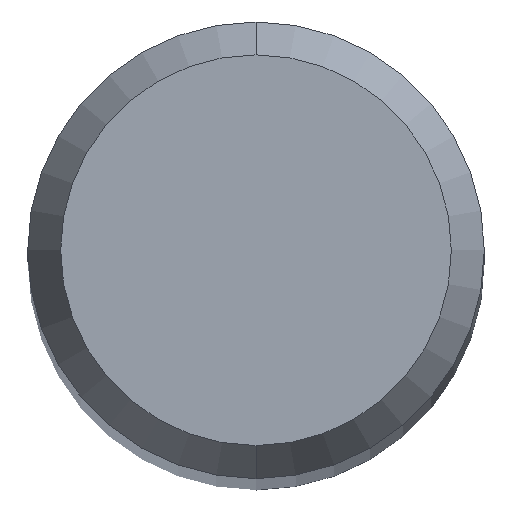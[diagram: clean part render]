
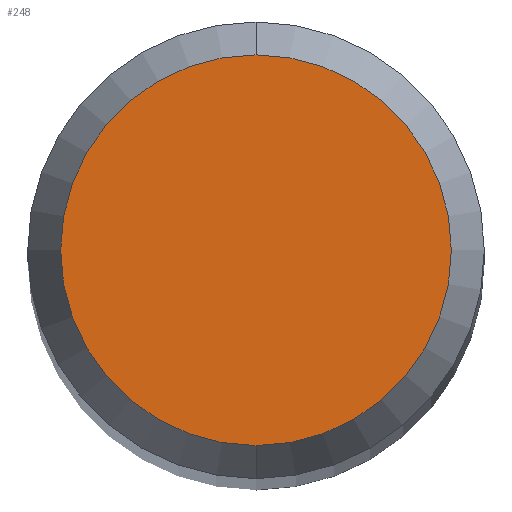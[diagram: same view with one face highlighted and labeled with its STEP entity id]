
A CAD part, top view. The second image highlights one B-rep face of the part: STEP entity #248.
In plain terms, the highlighted planar face has unit normal (0, 0, 1).
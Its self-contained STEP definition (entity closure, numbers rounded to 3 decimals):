
#128=VERTEX_POINT('',#319);
#184=VERTEX_POINT('',#380);
#206=EDGE_CURVE('',#184,#128,#403,.T.);
#242=EDGE_CURVE('',#128,#184,#447,.T.);
#248=ADVANCED_FACE('',(#453),#454,.T.);
#319=CARTESIAN_POINT('',(0.0,1.358,0.01));
#380=CARTESIAN_POINT('',(0.,-1.358,0.01));
#403=CIRCLE('',#635,1.358);
#447=CIRCLE('',#688,1.358);
#453=FACE_OUTER_BOUND('',#694,.T.);
#454=PLANE('',#695);
#635=AXIS2_PLACEMENT_3D('',#855,#856,#857);
#688=AXIS2_PLACEMENT_3D('',#923,#924,#925);
#694=EDGE_LOOP('',(#931,#932));
#695=AXIS2_PLACEMENT_3D('',#933,#934,#935);
#855=CARTESIAN_POINT('',(0.0,0.0,0.01));
#856=DIRECTION('',(0.0,0.0,-1.0));
#857=DIRECTION('',(0.0,1.0,0.0));
#923=CARTESIAN_POINT('',(0.0,0.0,0.01));
#924=DIRECTION('',(0.0,0.0,-1.0));
#925=DIRECTION('',(0.0,1.0,0.0));
#931=ORIENTED_EDGE('',*,*,#242,.F.);
#932=ORIENTED_EDGE('',*,*,#206,.F.);
#933=CARTESIAN_POINT('',(0.0,0.679,0.01));
#934=DIRECTION('',(-0.0,0.0,1.0));
#935=DIRECTION('',(0.0,-1.0,0.0));
